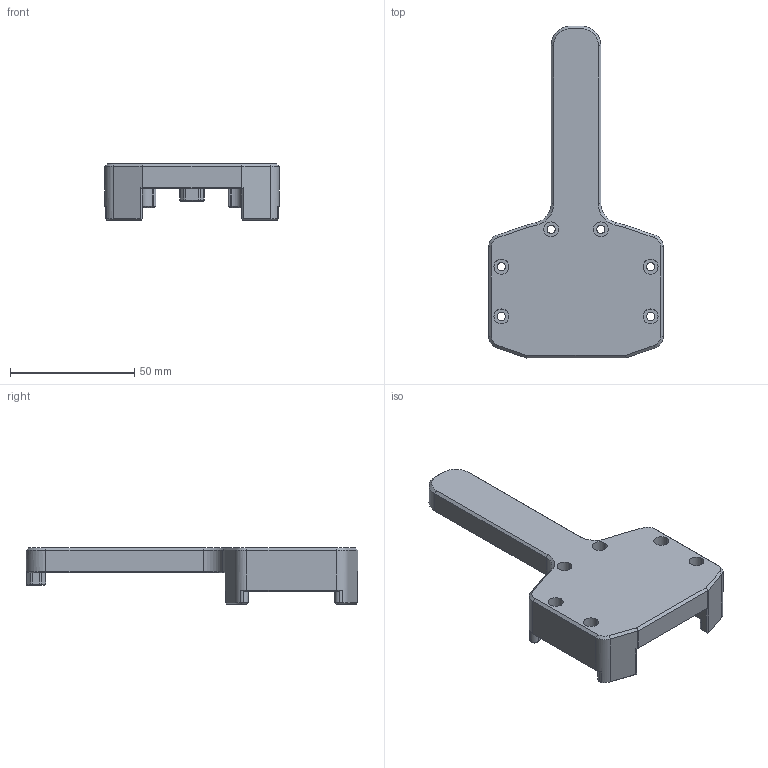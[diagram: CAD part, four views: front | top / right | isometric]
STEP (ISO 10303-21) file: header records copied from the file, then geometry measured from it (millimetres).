
FILE_DESCRIPTION (( 'STEP AP214' ), '1' );
FILE_NAME ('肘部标定件，数量2.STEP', '2025-07-21T03:55:22', ( '' ), ( '' ), 'SwSTEP 2.0', 'SolidWorks 2021', '' );
FILE_SCHEMA (( 'AUTOMOTIVE_DESIGN' ));
Length unit declared in the file: millimetre
Products named in the file (1): 紵窒梓隅璃ㄛ杅講2
Bounding box: 70.16 x 133.45 x 22.55 mm (x, y, z)
Volume: 62956.7 mm3; surface area: 18024.9 mm2
Topology: 1 solids, 1 shells, 210 faces, 522 edges, 318 vertices
Faces by surface type: plane 100, cylinder 60, cone 50
Entity records: 6238 total; most frequent: CARTESIAN_POINT 1119, DIRECTION 1098, ORIENTED_EDGE 1040, EDGE_CURVE 520, AXIS2_PLACEMENT_3D 383, LINE 332, VECTOR 332, VERTEX_POINT 318
